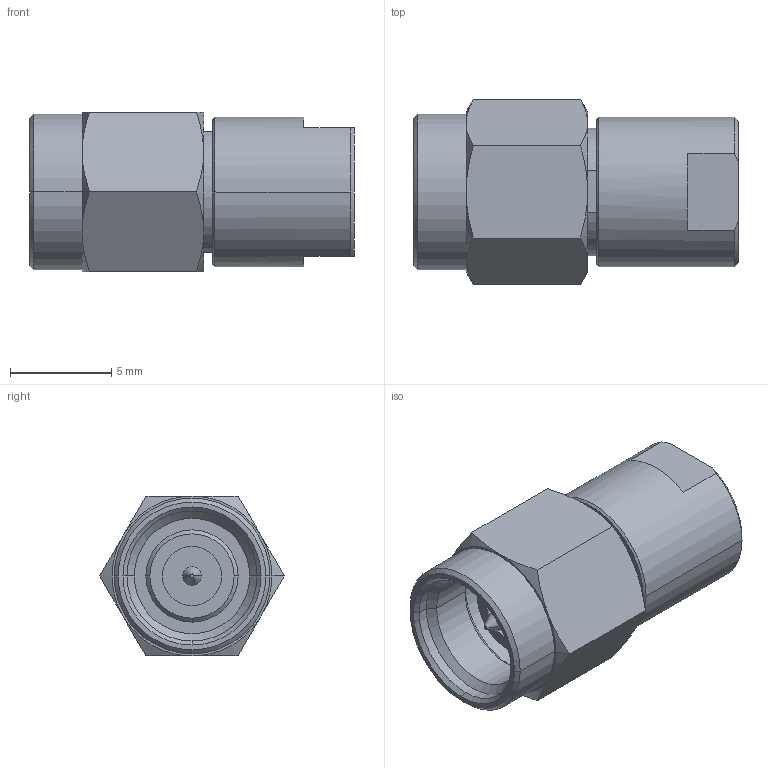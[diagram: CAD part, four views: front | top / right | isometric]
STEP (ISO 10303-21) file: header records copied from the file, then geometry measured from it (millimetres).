
FILE_DESCRIPTION (( 'STEP AP214' ), '1' );
FILE_NAME ('FMCN51263_3D.step', '2024-04-08T16:50:56', ( '' ), ( '' ), 'SwSTEP 2.0', 'SolidWorks 2022', '' );
FILE_SCHEMA (( 'AUTOMOTIVE_DESIGN' ));
Length unit declared in the file: millimetre
Products named in the file (1): FMCN51263_3D
Bounding box: 16.05 x 9.12 x 7.9 mm (x, y, z)
Volume: 609.3 mm3; surface area: 731 mm2
Topology: 1 solids, 1 shells, 88 faces, 196 edges, 120 vertices
Faces by surface type: cone 34, cylinder 28, plane 26
Entity records: 2604 total; most frequent: CARTESIAN_POINT 593, DIRECTION 440, ORIENTED_EDGE 392, EDGE_CURVE 196, AXIS2_PLACEMENT_3D 183, VERTEX_POINT 120, EDGE_LOOP 98, CIRCLE 94
